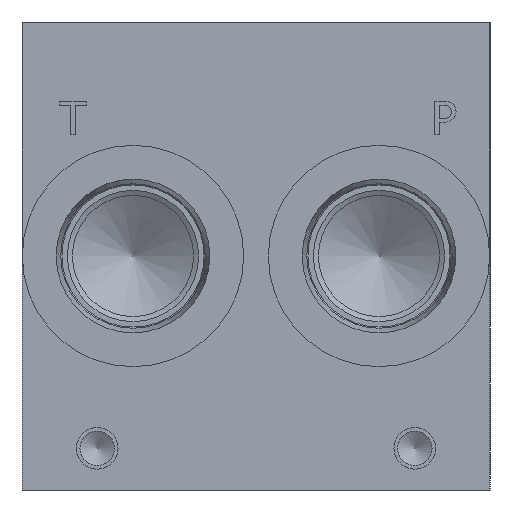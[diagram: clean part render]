
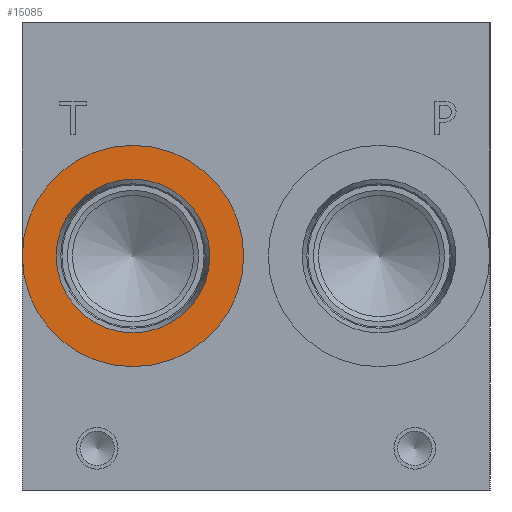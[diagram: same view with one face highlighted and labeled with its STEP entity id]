
A CAD part, left-side view. The second image highlights one B-rep face of the part: STEP entity #15085.
In plain terms, the highlighted planar face has unit normal (-1, 0, 0).
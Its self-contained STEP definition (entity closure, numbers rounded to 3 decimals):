
#475=CIRCLE('',#15787,21.019);
#476=CIRCLE('',#15788,21.019);
#477=CIRCLE('',#15790,14.592);
#478=CIRCLE('',#15791,14.592);
#1220=FACE_BOUND('',#2755,.T.);
#1889=FACE_OUTER_BOUND('',#2754,.T.);
#2754=EDGE_LOOP('',(#12616,#12617));
#2755=EDGE_LOOP('',(#12618,#12619));
#6833=VERTEX_POINT('',#25522);
#6834=VERTEX_POINT('',#25524);
#6835=VERTEX_POINT('',#25528);
#6836=VERTEX_POINT('',#25529);
#8844=EDGE_CURVE('',#6833,#6834,#475,.T.);
#8845=EDGE_CURVE('',#6834,#6833,#476,.T.);
#8846=EDGE_CURVE('',#6835,#6836,#477,.T.);
#8847=EDGE_CURVE('',#6836,#6835,#478,.T.);
#12616=ORIENTED_EDGE('',*,*,#8845,.F.);
#12617=ORIENTED_EDGE('',*,*,#8844,.F.);
#12618=ORIENTED_EDGE('',*,*,#8846,.T.);
#12619=ORIENTED_EDGE('',*,*,#8847,.T.);
#13880=PLANE('',#15789);
#15085=ADVANCED_FACE('',(#1889,#1220),#13880,.F.);
#15787=AXIS2_PLACEMENT_3D('',#25525,#18485,#18486);
#15788=AXIS2_PLACEMENT_3D('',#25526,#18487,#18488);
#15789=AXIS2_PLACEMENT_3D('',#25527,#18489,#18490);
#15790=AXIS2_PLACEMENT_3D('',#25530,#18491,#18492);
#15791=AXIS2_PLACEMENT_3D('',#25531,#18493,#18494);
#18485=DIRECTION('center_axis',(1.,0.,0.));
#18486=DIRECTION('ref_axis',(0.,0.,-1.));
#18487=DIRECTION('center_axis',(1.,0.,0.));
#18488=DIRECTION('ref_axis',(0.,0.,-1.));
#18489=DIRECTION('center_axis',(1.,0.,0.));
#18490=DIRECTION('ref_axis',(0.,0.,-1.));
#18491=DIRECTION('center_axis',(1.,0.,0.));
#18492=DIRECTION('ref_axis',(0.,0.,-1.));
#18493=DIRECTION('center_axis',(1.,0.,0.));
#18494=DIRECTION('ref_axis',(0.,0.,-1.));
#25522=CARTESIAN_POINT('',(0.787,67.818,23.432));
#25524=CARTESIAN_POINT('',(0.787,67.818,65.469));
#25525=CARTESIAN_POINT('Origin',(0.787,67.818,44.45));
#25526=CARTESIAN_POINT('Origin',(0.787,67.818,44.45));
#25527=CARTESIAN_POINT('Origin',(0.787,67.818,59.042));
#25528=CARTESIAN_POINT('',(0.787,67.818,59.042));
#25529=CARTESIAN_POINT('',(0.787,67.818,29.858));
#25530=CARTESIAN_POINT('Origin',(0.787,67.818,44.45));
#25531=CARTESIAN_POINT('Origin',(0.787,67.818,44.45));
